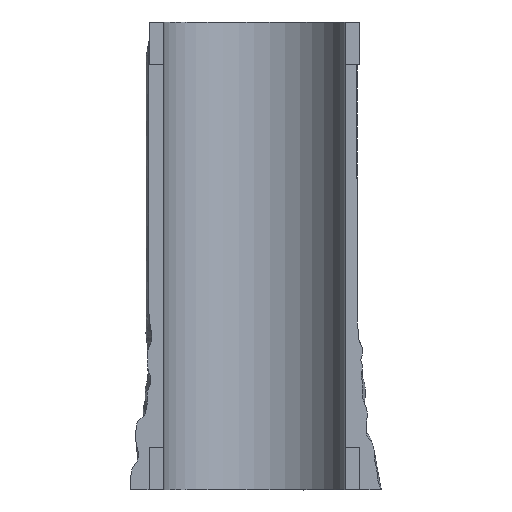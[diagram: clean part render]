
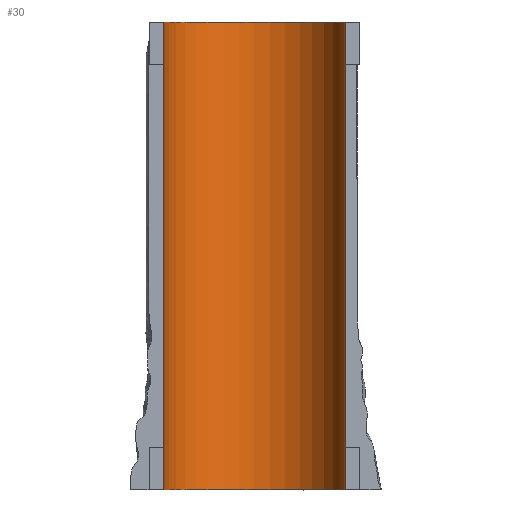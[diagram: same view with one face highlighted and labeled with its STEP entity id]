
A CAD part, front view. The second image highlights one B-rep face of the part: STEP entity #30.
In plain terms, the highlighted cylindrical face has radius 19.503 mm (diameter 39.005 mm), a partial arc.
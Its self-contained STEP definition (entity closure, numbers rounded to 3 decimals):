
#30=ADVANCED_FACE('',(#61),#505,.F.);
#61=FACE_OUTER_BOUND('',#92,.T.);
#92=EDGE_LOOP('',(#143,#144,#145,#146,#147,#148,#149,#150));
#143=ORIENTED_EDGE('',*,*,#344,.T.);
#144=ORIENTED_EDGE('',*,*,#357,.T.);
#145=ORIENTED_EDGE('',*,*,#336,.T.);
#146=ORIENTED_EDGE('',*,*,#305,.T.);
#147=ORIENTED_EDGE('',*,*,#318,.T.);
#148=ORIENTED_EDGE('',*,*,#323,.T.);
#149=ORIENTED_EDGE('',*,*,#324,.T.);
#150=ORIENTED_EDGE('',*,*,#304,.T.);
#304=EDGE_CURVE('',#479,#490,#370,.T.);
#305=EDGE_CURVE('',#487,#476,#371,.T.);
#318=EDGE_CURVE('',#476,#478,#413,.T.);
#323=EDGE_CURVE('',#478,#481,#418,.T.);
#324=EDGE_CURVE('',#481,#479,#419,.T.);
#336=EDGE_CURVE('',#486,#487,#367,.T.);
#344=EDGE_CURVE('',#490,#491,#368,.T.);
#357=EDGE_CURVE('',#491,#486,#369,.T.);
#367=(
BOUNDED_CURVE()
B_SPLINE_CURVE(1,(#6677,#6678),.UNSPECIFIED.,.F.,.F.)
B_SPLINE_CURVE_WITH_KNOTS((2,2),(91.,100.),.UNSPECIFIED.)
CURVE()
GEOMETRIC_REPRESENTATION_ITEM()
RATIONAL_B_SPLINE_CURVE((1.,1.))
REPRESENTATION_ITEM('')
);
#368=(
BOUNDED_CURVE()
B_SPLINE_CURVE(1,(#6693,#6694),.UNSPECIFIED.,.F.,.F.)
B_SPLINE_CURVE_WITH_KNOTS((2,2),(0.,9.),.UNSPECIFIED.)
CURVE()
GEOMETRIC_REPRESENTATION_ITEM()
RATIONAL_B_SPLINE_CURVE((1.,1.))
REPRESENTATION_ITEM('')
);
#369=(
BOUNDED_CURVE()
B_SPLINE_CURVE(1,(#6723,#6724),.UNSPECIFIED.,.F.,.F.)
B_SPLINE_CURVE_WITH_KNOTS((2,2),(9.,91.),.UNSPECIFIED.)
CURVE()
GEOMETRIC_REPRESENTATION_ITEM()
RATIONAL_B_SPLINE_CURVE((1.,1.))
REPRESENTATION_ITEM('')
);
#370=TRIMMED_CURVE($,#377,(#6220),(#6221),.T.,.CARTESIAN.);
#371=TRIMMED_CURVE($,#378,(#6223),(#6224),.T.,.CARTESIAN.);
#377=CIRCLE('',#575,19.503);
#378=CIRCLE('',#576,19.503);
#413=B_SPLINE_CURVE_WITH_KNOTS('',1,(#6434,#6435),.UNSPECIFIED.,.F.,.F.,
(2,2),(0.,9.),.UNSPECIFIED.);
#418=B_SPLINE_CURVE_WITH_KNOTS('',1,(#6444,#6445),.UNSPECIFIED.,.F.,.F.,
(2,2),(9.,91.),.UNSPECIFIED.);
#419=B_SPLINE_CURVE_WITH_KNOTS('',1,(#6446,#6447),.UNSPECIFIED.,.F.,.F.,
(2,2),(91.,100.),.UNSPECIFIED.);
#476=VERTEX_POINT('',#5957);
#478=VERTEX_POINT('',#5959);
#479=VERTEX_POINT('',#5960);
#481=VERTEX_POINT('',#5962);
#486=VERTEX_POINT('',#5967);
#487=VERTEX_POINT('',#5968);
#490=VERTEX_POINT('',#5971);
#491=VERTEX_POINT('',#5972);
#505=CYLINDRICAL_SURFACE('',#554,19.503);
#554=AXIS2_PLACEMENT_3D('',#631,#589,$);
#575=AXIS2_PLACEMENT_3D($,#6219,#610,#611);
#576=AXIS2_PLACEMENT_3D($,#6222,#612,#613);
#589=DIRECTION('',(0.,0.,-1.));
#610=DIRECTION('',(0.,0.,1.));
#611=DIRECTION('',(1.,0.017,0.));
#612=DIRECTION('',(0.,0.,-1.));
#613=DIRECTION('',(-1.,0.017,0.));
#631=CARTESIAN_POINT('',(-4227.041,1519.523,89.));
#5957=CARTESIAN_POINT('',(-4207.541,1519.854,39.));
#5959=CARTESIAN_POINT('',(-4207.541,1519.854,48.));
#5960=CARTESIAN_POINT('',(-4207.541,1519.854,139.));
#5962=CARTESIAN_POINT('',(-4207.541,1519.854,130.));
#5967=CARTESIAN_POINT('',(-4246.54,1519.854,48.));
#5968=CARTESIAN_POINT('',(-4246.54,1519.854,39.));
#5971=CARTESIAN_POINT('',(-4246.54,1519.854,139.));
#5972=CARTESIAN_POINT('',(-4246.54,1519.854,130.));
#6219=CARTESIAN_POINT('',(-4227.041,1519.523,139.));
#6220=CARTESIAN_POINT('',(-4207.541,1519.854,139.));
#6221=CARTESIAN_POINT('',(-4246.54,1519.854,139.));
#6222=CARTESIAN_POINT('',(-4227.041,1519.523,39.));
#6223=CARTESIAN_POINT('',(-4246.54,1519.854,39.));
#6224=CARTESIAN_POINT('',(-4207.541,1519.854,39.));
#6434=CARTESIAN_POINT('',(-4207.541,1519.854,39.));
#6435=CARTESIAN_POINT('',(-4207.541,1519.854,48.));
#6444=CARTESIAN_POINT('',(-4207.541,1519.854,48.));
#6445=CARTESIAN_POINT('',(-4207.541,1519.854,130.));
#6446=CARTESIAN_POINT('',(-4207.541,1519.854,130.));
#6447=CARTESIAN_POINT('',(-4207.541,1519.854,139.));
#6677=CARTESIAN_POINT('',(-4246.54,1519.854,48.));
#6678=CARTESIAN_POINT('',(-4246.54,1519.854,39.));
#6693=CARTESIAN_POINT('',(-4246.54,1519.854,139.));
#6694=CARTESIAN_POINT('',(-4246.54,1519.854,130.));
#6723=CARTESIAN_POINT('',(-4246.54,1519.854,130.));
#6724=CARTESIAN_POINT('',(-4246.54,1519.854,48.));
